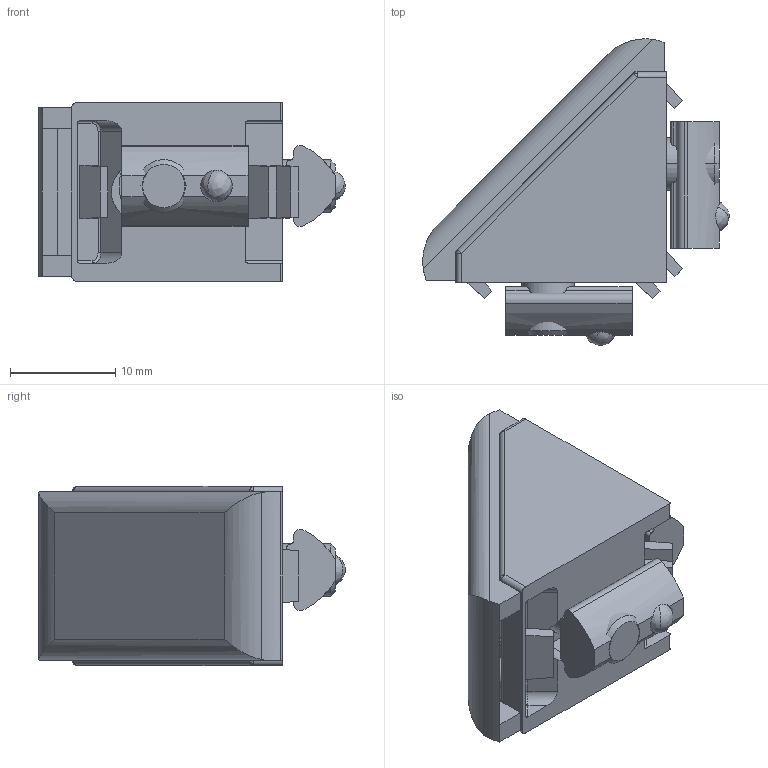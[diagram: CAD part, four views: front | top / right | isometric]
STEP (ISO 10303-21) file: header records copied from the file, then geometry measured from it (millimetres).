
FILE_DESCRIPTION (( 'STEP AP214' ), '1' );
FILE_NAME ('252300200.STEP', '2014-02-19T12:46:08', ( '' ), ( '' ), 'SwSTEP 2.0', 'SolidWorks 2014', '' );
FILE_SCHEMA (( 'AUTOMOTIVE_DESIGN' ));
Length unit declared in the file: millimetre
Products named in the file (1): 252300200
Bounding box: 29.09 x 29.07 x 17 mm (x, y, z)
Volume: 4392.1 mm3; surface area: 5244.7 mm2
Topology: 8 solids, 8 shells, 358 faces, 919 edges, 572 vertices
Faces by surface type: plane 156, cylinder 128, bspline 49, cone 25
Entity records: 15757 total; most frequent: CARTESIAN_POINT 3310, ORIENTED_EDGE 1814, DIRECTION 1706, EDGE_CURVE 907, AXIS2_PLACEMENT_3D 600, VERTEX_POINT 572, LINE 506, VECTOR 506
